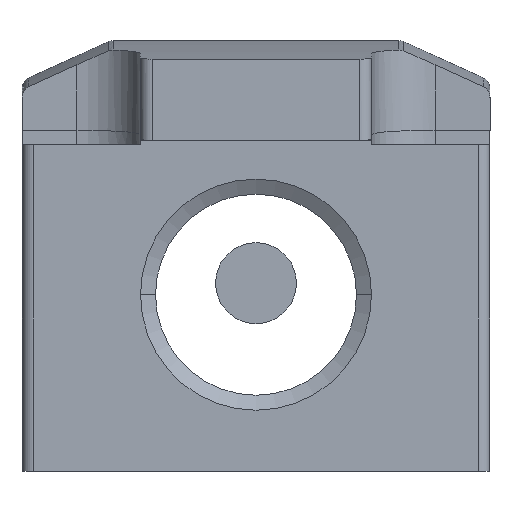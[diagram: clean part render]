
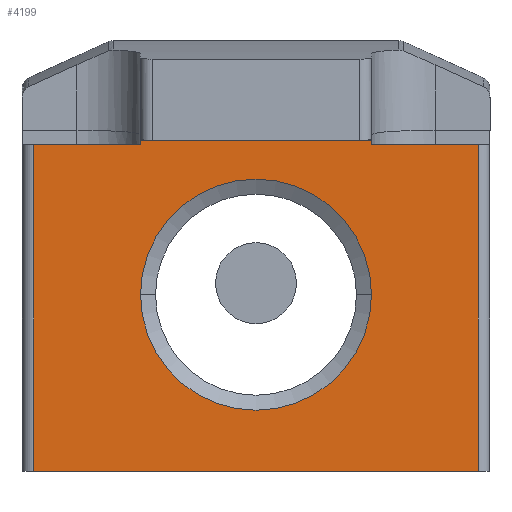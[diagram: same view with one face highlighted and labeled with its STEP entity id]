
A CAD part, front view. The second image highlights one B-rep face of the part: STEP entity #4199.
In plain terms, the highlighted planar face has unit normal (0, -1, 0).
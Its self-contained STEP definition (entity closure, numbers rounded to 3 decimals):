
#4199=ADVANCED_FACE('',(#7908,#7909),#7910,.T.);
#4305=VERTEX_POINT('',#8068);
#4309=VERTEX_POINT('',#8072);
#4313=EDGE_CURVE('',#4305,#4309,#8076,.T.);
#4875=VERTEX_POINT('',#8638);
#4877=VERTEX_POINT('',#8640);
#4879=EDGE_CURVE('',#4875,#4877,#8642,.T.);
#4901=VERTEX_POINT('',#8664);
#4903=EDGE_CURVE('',#4901,#4875,#8666,.T.);
#4937=VERTEX_POINT('',#8700);
#4939=EDGE_CURVE('',#4877,#4937,#8702,.T.);
#4941=VERTEX_POINT('',#8704);
#4943=EDGE_CURVE('',#4937,#4941,#8706,.T.);
#4945=VERTEX_POINT('',#8708);
#4947=EDGE_CURVE('',#4941,#4945,#8710,.T.);
#4949=VERTEX_POINT('',#8712);
#4951=EDGE_CURVE('',#4949,#4945,#8714,.T.);
#4953=VERTEX_POINT('',#8716);
#4955=EDGE_CURVE('',#4949,#4953,#8718,.T.);
#4957=EDGE_CURVE('',#4953,#4901,#8720,.T.);
#4959=EDGE_CURVE('',#4309,#4305,#8722,.T.);
#7908=FACE_OUTER_BOUND('',#12847,.T.);
#7909=FACE_BOUND('',#12848,.T.);
#7910=PLANE('',#12849);
#8068=CARTESIAN_POINT('',(30.261,0.0,15.3));
#8072=CARTESIAN_POINT('',(10.261,0.,15.3));
#8076=CIRCLE('',#13026,10.);
#8638=CARTESIAN_POINT('',(30.261,0.,28.3));
#8640=CARTESIAN_POINT('',(30.261,0.,28.663));
#8642=LINE('',#14108,#14109);
#8664=CARTESIAN_POINT('',(39.511,0.,28.3));
#8666=LINE('',#14160,#14161);
#8700=CARTESIAN_POINT('',(10.261,0.,28.663));
#8702=LINE('',#14213,#14214);
#8704=CARTESIAN_POINT('',(10.261,0.,28.3));
#8706=LINE('',#14219,#14220);
#8708=CARTESIAN_POINT('',(1.011,0.,28.3));
#8710=LINE('',#14225,#14226);
#8712=CARTESIAN_POINT('',(1.011,0.,0.0));
#8714=LINE('',#14231,#14232);
#8716=CARTESIAN_POINT('',(39.511,0.,0.0));
#8718=LINE('',#14237,#14238);
#8720=LINE('',#14241,#14242);
#8722=CIRCLE('',#14245,10.);
#12847=EDGE_LOOP('',(#17967,#17968,#17969,#17970,#17971,#17972,#17973,#17974));
#12848=EDGE_LOOP('',(#17975,#17976));
#12849=AXIS2_PLACEMENT_3D('',#17977,#17978,#17979);
#13026=AXIS2_PLACEMENT_3D('',#18403,#18404,#18405);
#14108=CARTESIAN_POINT('',(30.261,0.,16.65));
#14109=VECTOR('',#18654,1.0);
#14160=CARTESIAN_POINT('',(38.654,0.,28.3));
#14161=VECTOR('',#18664,1.0);
#14213=CARTESIAN_POINT('',(20.261,0.,28.663));
#14214=VECTOR('',#18680,1.0);
#14219=CARTESIAN_POINT('',(10.261,0.,14.15));
#14220=VECTOR('',#18681,1.0);
#14225=CARTESIAN_POINT('',(21.117,0.,28.3));
#14226=VECTOR('',#18682,1.0);
#14231=CARTESIAN_POINT('',(1.011,0.,0.0));
#14232=VECTOR('',#18683,1.0);
#14237=CARTESIAN_POINT('',(1.011,0.,0.0));
#14238=VECTOR('',#18684,1.0);
#14241=CARTESIAN_POINT('',(39.511,0.,0.0));
#14242=VECTOR('',#18685,1.0);
#14245=AXIS2_PLACEMENT_3D('',#18686,#18687,#18688);
#17967=ORIENTED_EDGE('',*,*,#4903,.T.);
#17968=ORIENTED_EDGE('',*,*,#4879,.T.);
#17969=ORIENTED_EDGE('',*,*,#4939,.T.);
#17970=ORIENTED_EDGE('',*,*,#4943,.T.);
#17971=ORIENTED_EDGE('',*,*,#4947,.T.);
#17972=ORIENTED_EDGE('',*,*,#4951,.F.);
#17973=ORIENTED_EDGE('',*,*,#4955,.T.);
#17974=ORIENTED_EDGE('',*,*,#4957,.T.);
#17975=ORIENTED_EDGE('',*,*,#4313,.T.);
#17976=ORIENTED_EDGE('',*,*,#4959,.T.);
#17977=CARTESIAN_POINT('',(39.511,0.,0.0));
#17978=DIRECTION('',(0.0,-1.0,0.0));
#17979=DIRECTION('',(0.0,0.0,1.0));
#18403=CARTESIAN_POINT('',(20.261,0.,15.3));
#18404=DIRECTION('',(-0.0,1.0,0.0));
#18405=DIRECTION('',(1.0,0.0,0.0));
#18654=DIRECTION('',(0.0,-0.0,1.0));
#18664=DIRECTION('',(-1.0,0.0,0.0));
#18680=DIRECTION('',(-1.0,-0.0,0.0));
#18681=DIRECTION('',(0.0,0.0,-1.0));
#18682=DIRECTION('',(-1.0,-0.0,0.0));
#18683=DIRECTION('',(0.0,0.0,1.0));
#18684=DIRECTION('',(1.0,0.0,0.0));
#18685=DIRECTION('',(0.0,0.0,1.0));
#18686=CARTESIAN_POINT('',(20.261,0.,15.3));
#18687=DIRECTION('',(-0.0,1.0,0.0));
#18688=DIRECTION('',(1.0,0.0,0.0));
